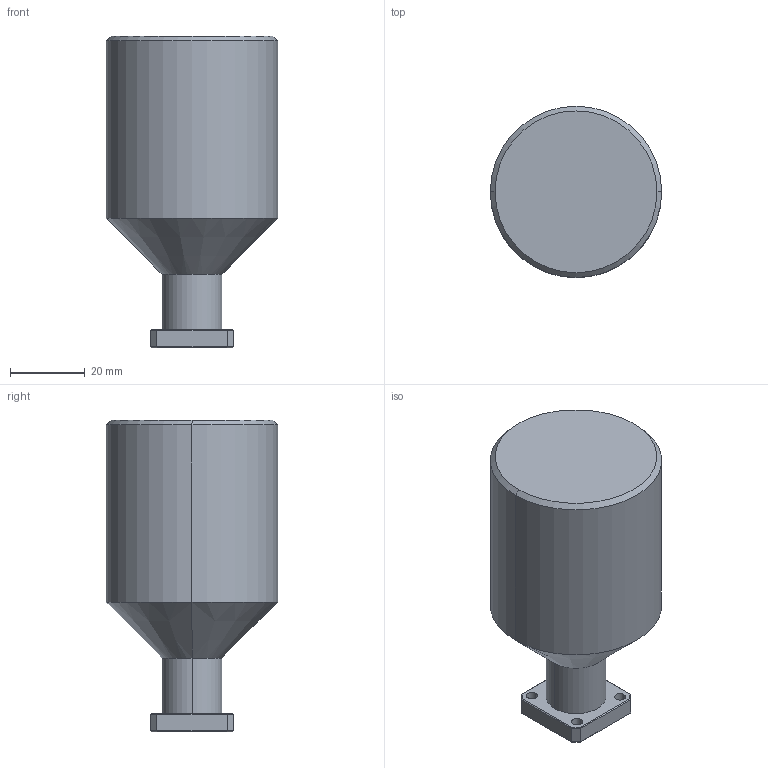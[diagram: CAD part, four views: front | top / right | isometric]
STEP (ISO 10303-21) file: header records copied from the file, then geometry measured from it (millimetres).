
FILE_DESCRIPTION (( 'STEP AP203' ), '1' );
FILE_NAME ('AF-CK17-396.STEP', '2022-02-28T21:59:49', ( '' ), ( '' ), 'SwSTEP 2.0', 'SolidWorks 2021', '' );
FILE_SCHEMA (( 'CONFIG_CONTROL_DESIGN' ));
Length unit declared in the file: inch
Products named in the file (1): AF-CK17-396
Bounding box: 45.72 x 45.72 x 83.19 mm (x, y, z)
Volume: 96927.1 mm3; surface area: 12607.1 mm2
Topology: 1 solids, 1 shells, 46 faces, 104 edges, 62 vertices
Faces by surface type: plane 28, cylinder 14, cone 4
Entity records: 1357 total; most frequent: DIRECTION 228, CARTESIAN_POINT 213, ORIENTED_EDGE 208, EDGE_CURVE 104, AXIS2_PLACEMENT_3D 77, VECTOR 74, LINE 74, VERTEX_POINT 62
